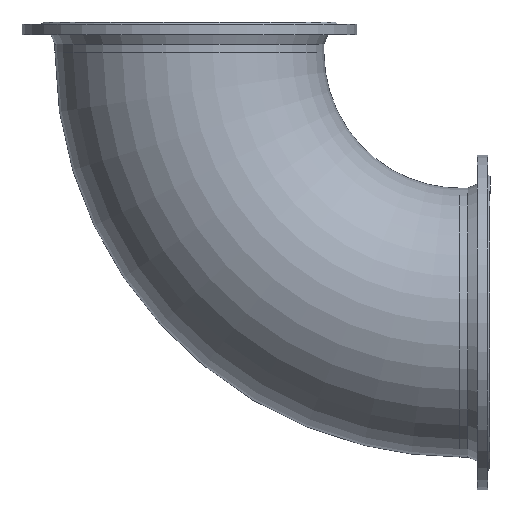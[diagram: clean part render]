
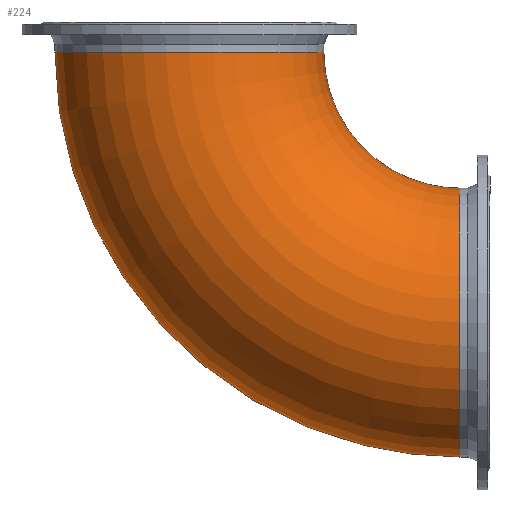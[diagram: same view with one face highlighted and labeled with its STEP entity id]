
A CAD part, front view. The second image highlights one B-rep face of the part: STEP entity #224.
In plain terms, the highlighted toroidal (fillet/blend) face has major radius 630 mm and minor radius 313.2 mm.
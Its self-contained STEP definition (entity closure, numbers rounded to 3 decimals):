
#115 = CARTESIAN_POINT ( 'NONE',  ( 313.2, 0., -65. ) ) ;
#116 = CARTESIAN_POINT ( 'NONE',  ( 630., 0., -381.8 ) ) ;
#224 = ADVANCED_FACE ( 'NONE', ( #408, #413 ), #1309, .T. ) ;
#328 = AXIS2_PLACEMENT_3D ( 'NONE', #797, #798, #799 ) ;
#329 = AXIS2_PLACEMENT_3D ( 'NONE', #800, #801, #802 ) ;
#408 = FACE_OUTER_BOUND ( 'NONE', #1276, .T. ) ;
#413 = FACE_OUTER_BOUND ( 'NONE', #1277, .T. ) ;
#625 = CIRCLE ( 'NONE', #328, 313.2 ) ;
#626 = CIRCLE ( 'NONE', #329, 313.2 ) ;
#797 = CARTESIAN_POINT ( 'NONE',  ( 0., 0., -65. ) ) ;
#798 = DIRECTION ( 'NONE',  ( 0., 0., 1. ) ) ;
#799 = DIRECTION ( 'NONE',  ( 1., 0., 0. ) ) ;
#800 = CARTESIAN_POINT ( 'NONE',  ( 630., 0., -695. ) ) ;
#801 = DIRECTION ( 'NONE',  ( -1., 0., 0. ) ) ;
#802 = DIRECTION ( 'NONE',  ( 0., 0., 1. ) ) ;
#931 = DIRECTION ( 'NONE',  ( 0., -1., 0. ) ) ;
#933 = CARTESIAN_POINT ( 'NONE',  ( 630., 0., -65. ) ) ;
#935 = DIRECTION ( 'NONE',  ( 0., 0., -1. ) ) ;
#1151 = ORIENTED_EDGE ( 'NONE', *, *, #1598, .T. ) ;
#1152 = ORIENTED_EDGE ( 'NONE', *, *, #1597, .F. ) ;
#1276 = EDGE_LOOP ( 'NONE', ( #1152 ) ) ;
#1277 = EDGE_LOOP ( 'NONE', ( #1151 ) ) ;
#1309 = TOROIDAL_SURFACE ( 'NONE', #1646, 630., 313.2 ) ;
#1387 = VERTEX_POINT ( 'NONE', #115 ) ;
#1388 = VERTEX_POINT ( 'NONE', #116 ) ;
#1597 = EDGE_CURVE ( 'NONE', #1387, #1387, #625, .T. ) ;
#1598 = EDGE_CURVE ( 'NONE', #1388, #1388, #626, .T. ) ;
#1646 = AXIS2_PLACEMENT_3D ( 'NONE', #933, #931, #935 ) ;
